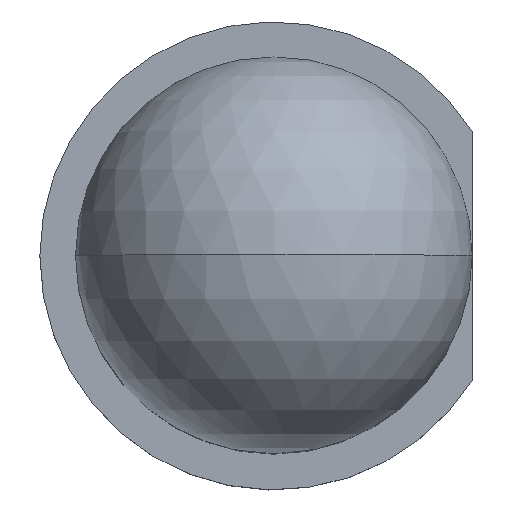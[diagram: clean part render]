
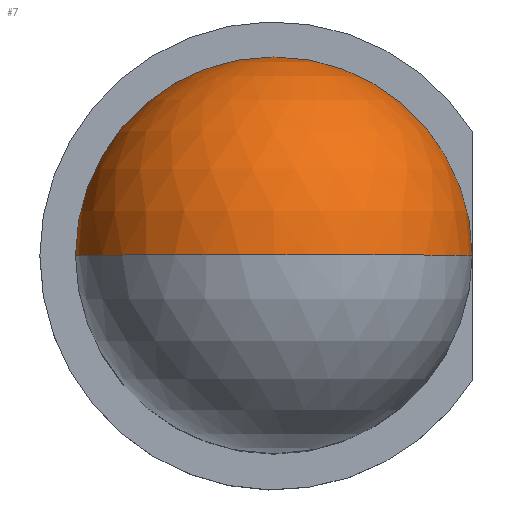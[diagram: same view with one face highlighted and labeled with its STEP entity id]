
A CAD part, top view. The second image highlights one B-rep face of the part: STEP entity #7.
In plain terms, the highlighted spherical face has radius 2.5 mm.
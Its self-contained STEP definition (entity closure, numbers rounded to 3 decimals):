
#7 = ADVANCED_FACE ( 'NONE', ( #2162 ), #2351, .T. ) ;
#16 = CIRCLE ( 'NONE', #3224, 2.5 ) ;
#279 = EDGE_CURVE ( 'NONE', #2820, #2948, #2580, .T. ) ;
#299 = CARTESIAN_POINT ( 'NONE',  ( 2.5, 0., 6.1 ) ) ;
#329 = DIRECTION ( 'NONE',  ( 0., 0., -1. ) ) ;
#366 = CIRCLE ( 'NONE', #3196, 2.5 ) ;
#555 = DIRECTION ( 'NONE',  ( -1., 0., 0. ) ) ;
#574 = DIRECTION ( 'NONE',  ( 0., -1., 0. ) ) ;
#698 = EDGE_LOOP ( 'NONE', ( #3011, #1360, #2090 ) ) ;
#1082 = CARTESIAN_POINT ( 'NONE',  ( 0., 0., 6.1 ) ) ;
#1094 = CARTESIAN_POINT ( 'NONE',  ( 0., 0., 6.1 ) ) ;
#1103 = CARTESIAN_POINT ( 'NONE',  ( 0., 0., 6.1 ) ) ;
#1192 = DIRECTION ( 'NONE',  ( -1., 0., 0. ) ) ;
#1360 = ORIENTED_EDGE ( 'NONE', *, *, #279, .T. ) ;
#1421 = VERTEX_POINT ( 'NONE', #299 ) ;
#1474 = DIRECTION ( 'NONE',  ( 1., 0., 0. ) ) ;
#1690 = CARTESIAN_POINT ( 'NONE',  ( 0., 0., 6.1 ) ) ;
#1739 = EDGE_CURVE ( 'NONE', #2820, #1421, #366, .T. ) ;
#1889 = CARTESIAN_POINT ( 'NONE',  ( 0., 0., 8.6 ) ) ;
#1926 = AXIS2_PLACEMENT_3D ( 'NONE', #1103, #2392, #555 ) ;
#2090 = ORIENTED_EDGE ( 'NONE', *, *, #2930, .F. ) ;
#2162 = FACE_OUTER_BOUND ( 'NONE', #698, .T. ) ;
#2214 = AXIS2_PLACEMENT_3D ( 'NONE', #1082, #2484, #1474 ) ;
#2351 = SPHERICAL_SURFACE ( 'NONE', #2214, 2.5 ) ;
#2392 = DIRECTION ( 'NONE',  ( 0., 1., 0. ) ) ;
#2484 = DIRECTION ( 'NONE',  ( 0., 1., 0. ) ) ;
#2580 = CIRCLE ( 'NONE', #1926, 2.5 ) ;
#2820 = VERTEX_POINT ( 'NONE', #3336 ) ;
#2930 = EDGE_CURVE ( 'NONE', #1421, #2948, #16, .T. ) ;
#2948 = VERTEX_POINT ( 'NONE', #1889 ) ;
#3011 = ORIENTED_EDGE ( 'NONE', *, *, #1739, .F. ) ;
#3196 = AXIS2_PLACEMENT_3D ( 'NONE', #1690, #3268, #1192 ) ;
#3224 = AXIS2_PLACEMENT_3D ( 'NONE', #1094, #574, #329 ) ;
#3268 = DIRECTION ( 'NONE',  ( 0., 0., -1. ) ) ;
#3336 = CARTESIAN_POINT ( 'NONE',  ( -2.5, 0., 6.1 ) ) ;
